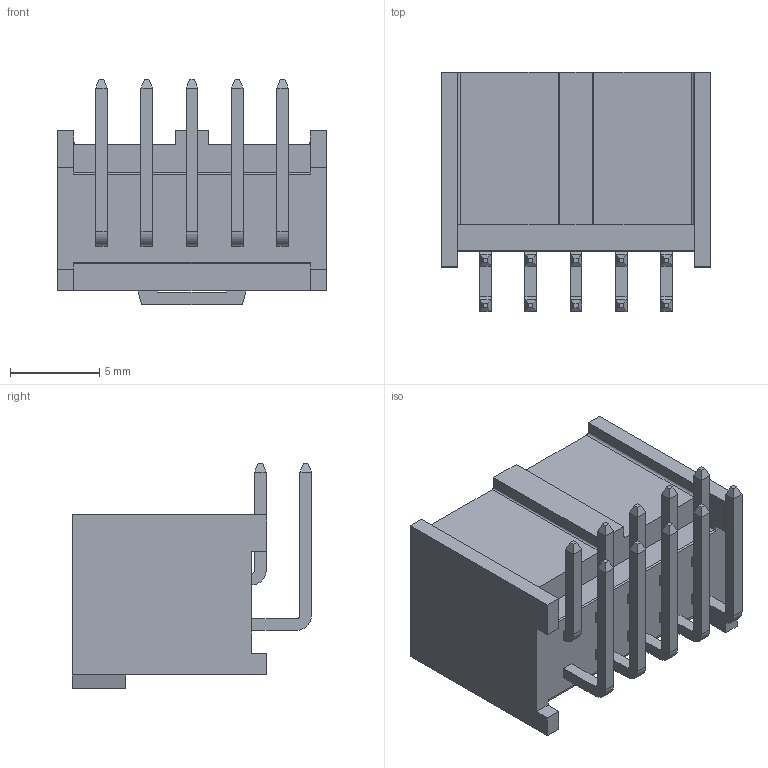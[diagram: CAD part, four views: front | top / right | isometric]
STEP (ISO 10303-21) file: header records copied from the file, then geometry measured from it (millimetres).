
FILE_DESCRIPTION((''),'2;1');
FILE_NAME('901303110','2013-04-05T',('me'),(''),'PRO/ENGINEER BY PARAMETRIC TECHNOLOGY CORPORATION, 2011490','PRO/ENGINEER BY PARAMETRIC TECHNOLOGY CORPORATION, 2011490','');
FILE_SCHEMA(('CONFIG_CONTROL_DESIGN'));
Length unit declared in the file: millimetre
Products named in the file (1): 901303110
Bounding box: 15.04 x 13.4 x 12.65 mm (x, y, z)
Volume: 624 mm3; surface area: 1475.7 mm2
Topology: 1 solids, 1 shells, 267 faces, 654 edges, 408 vertices
Faces by surface type: plane 243, cylinder 24
Entity records: 7666 total; most frequent: CARTESIAN_POINT 1329, ORIENTED_EDGE 1308, DIRECTION 1236, EDGE_CURVE 654, VECTOR 606, LINE 606, VERTEX_POINT 408, AXIS2_PLACEMENT_3D 315
